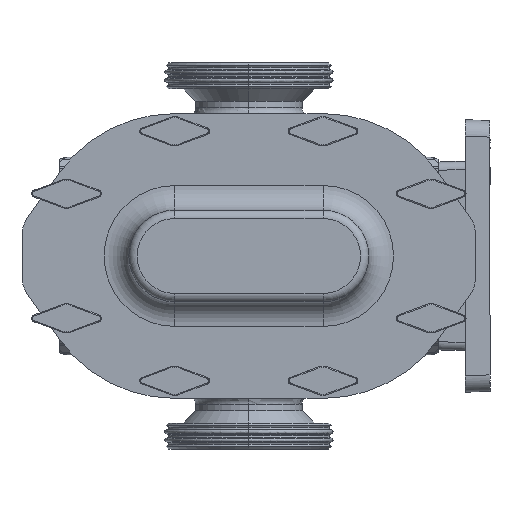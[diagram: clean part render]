
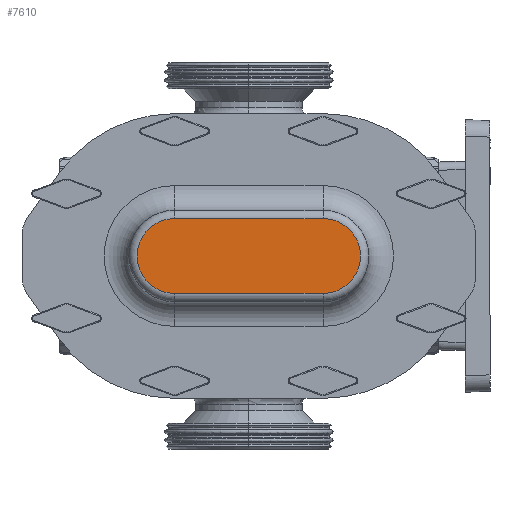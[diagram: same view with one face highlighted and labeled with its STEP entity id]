
A CAD part, left-side view. The second image highlights one B-rep face of the part: STEP entity #7610.
In plain terms, the highlighted planar face has unit normal (-1, 0, 0).
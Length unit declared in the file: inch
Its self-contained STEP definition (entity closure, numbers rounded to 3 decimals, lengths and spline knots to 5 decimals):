
#12 = CARTESIAN_POINT ( 'NONE',  ( -2.21, -2.25, -1.135 ) ) ;
#1184 = DIRECTION ( 'NONE',  ( 0., 1., 0. ) ) ;
#1942 = CARTESIAN_POINT ( 'NONE',  ( -2.21, -2.25, 1.135 ) ) ;
#2368 = EDGE_CURVE ( 'NONE', #41347, #17625, #40800, .T. ) ;
#5556 = DIRECTION ( 'NONE',  ( -1., 0., 0. ) ) ;
#5651 = DIRECTION ( 'NONE',  ( 0., -1., 0. ) ) ;
#5742 = CARTESIAN_POINT ( 'NONE',  ( -2.21, -2.25, 0. ) ) ;
#5829 = ORIENTED_EDGE ( 'NONE', *, *, #34007, .T. ) ;
#6875 = CARTESIAN_POINT ( 'NONE',  ( -2.21, 2.25, -1.135 ) ) ;
#7610 = ADVANCED_FACE ( 'NONE', ( #10222 ), #35898, .T. ) ;
#10222 = FACE_OUTER_BOUND ( 'NONE', #39837, .T. ) ;
#17153 = CARTESIAN_POINT ( 'NONE',  ( -2.21, 2.25, 0. ) ) ;
#17625 = VERTEX_POINT ( 'NONE', #12 ) ;
#18165 = VECTOR ( 'NONE', #1184, 39.37008 ) ;
#18586 = DIRECTION ( 'NONE',  ( -1., 0., 0. ) ) ;
#18867 = ORIENTED_EDGE ( 'NONE', *, *, #2368, .T. ) ;
#20533 = DIRECTION ( 'NONE',  ( -1., 0., 0. ) ) ;
#21185 = CIRCLE ( 'NONE', #26566, 1.135 ) ;
#21284 = CARTESIAN_POINT ( 'NONE',  ( -2.21, 2.25, 1.135 ) ) ;
#21440 = CARTESIAN_POINT ( 'NONE',  ( -2.21, -2.25, -1.135 ) ) ;
#24324 = DIRECTION ( 'NONE',  ( 0., 0., 1. ) ) ;
#26566 = AXIS2_PLACEMENT_3D ( 'NONE', #5742, #18586, #31442 ) ;
#26611 = EDGE_CURVE ( 'NONE', #35442, #32946, #36538, .T. ) ;
#27481 = CARTESIAN_POINT ( 'NONE',  ( -2.21, 2.25, 0. ) ) ;
#30456 = AXIS2_PLACEMENT_3D ( 'NONE', #17153, #20533, #36910 ) ;
#31442 = DIRECTION ( 'NONE',  ( 0., 0., 1. ) ) ;
#32260 = ORIENTED_EDGE ( 'NONE', *, *, #26611, .T. ) ;
#32570 = CARTESIAN_POINT ( 'NONE',  ( -2.21, 2.25, 1.135 ) ) ;
#32762 = VECTOR ( 'NONE', #5651, 39.37008 ) ;
#32946 = VERTEX_POINT ( 'NONE', #21284 ) ;
#34007 = EDGE_CURVE ( 'NONE', #32946, #41347, #36472, .T. ) ;
#35185 = AXIS2_PLACEMENT_3D ( 'NONE', #27481, #5556, #24324 ) ;
#35442 = VERTEX_POINT ( 'NONE', #1942 ) ;
#35898 = PLANE ( 'NONE',  #35185 ) ;
#36472 = CIRCLE ( 'NONE', #30456, 1.135 ) ;
#36538 = LINE ( 'NONE', #32570, #18165 ) ;
#36910 = DIRECTION ( 'NONE',  ( 0., 0., 1. ) ) ;
#38075 = ORIENTED_EDGE ( 'NONE', *, *, #38416, .T. ) ;
#38416 = EDGE_CURVE ( 'NONE', #17625, #35442, #21185, .T. ) ;
#39837 = EDGE_LOOP ( 'NONE', ( #32260, #5829, #18867, #38075 ) ) ;
#40800 = LINE ( 'NONE', #21440, #32762 ) ;
#41347 = VERTEX_POINT ( 'NONE', #6875 ) ;
